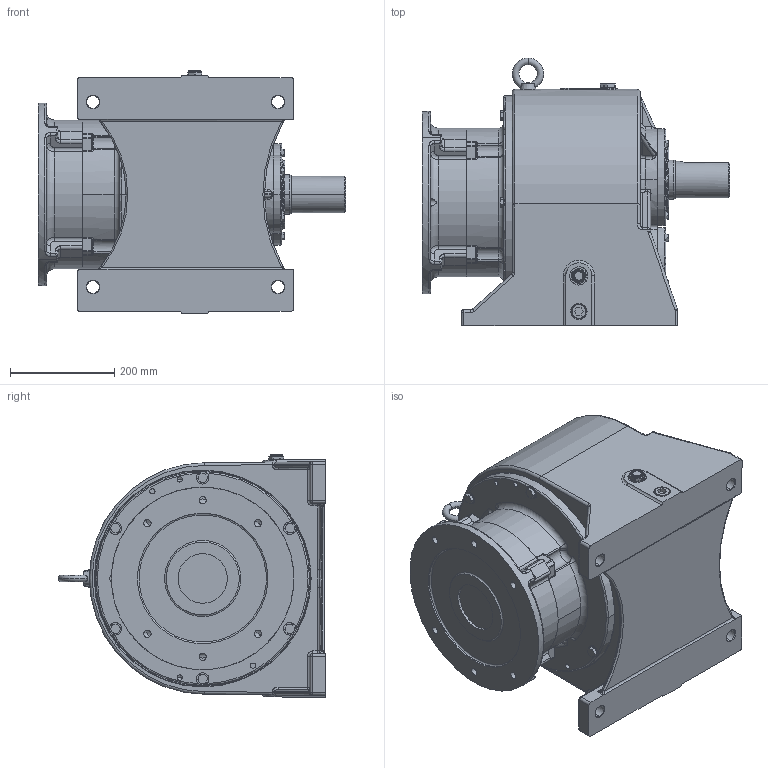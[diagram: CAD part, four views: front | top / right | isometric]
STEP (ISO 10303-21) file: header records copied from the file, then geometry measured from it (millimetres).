
FILE_DESCRIPTION (( 'STEP AP214' ), '1' );
FILE_NAME ('EK2DO07327H001_F_11KW_R30.STEP', '2024-01-25T05:19:30', ( '' ), ( '' ), 'SwSTEP 2.0', 'SolidWorks 2022', '' );
FILE_SCHEMA (( 'AUTOMOTIVE_DESIGN' ));
Length unit declared in the file: millimetre
Products named in the file (1): EK2DO07327H001_F_11KW_R30
Bounding box: 590 x 513 x 465.5 mm (x, y, z)
Volume: 60958641.6 mm3; surface area: 1823248.7 mm2
Topology: 27 solids, 27 shells, 1632 faces, 3941 edges, 2361 vertices
Faces by surface type: cylinder 625, plane 363, cone 314, bspline 154, torus 149, sphere 27
Entity records: 75619 total; most frequent: CARTESIAN_POINT 20509, DIRECTION 7845, ORIENTED_EDGE 7702, EDGE_CURVE 3851, AXIS2_PLACEMENT_3D 3175, VERTEX_POINT 2359, EDGE_LOOP 1804, CIRCLE 1696
